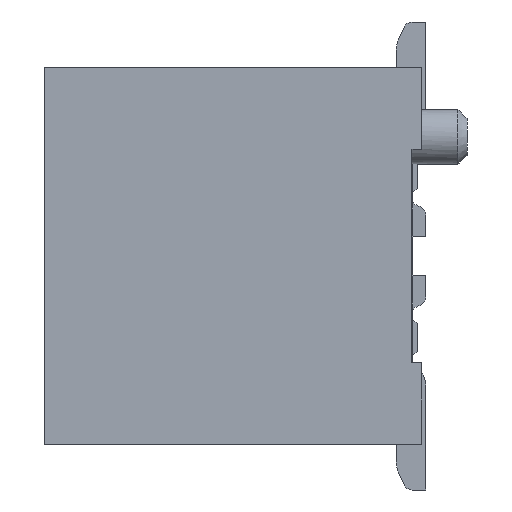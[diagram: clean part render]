
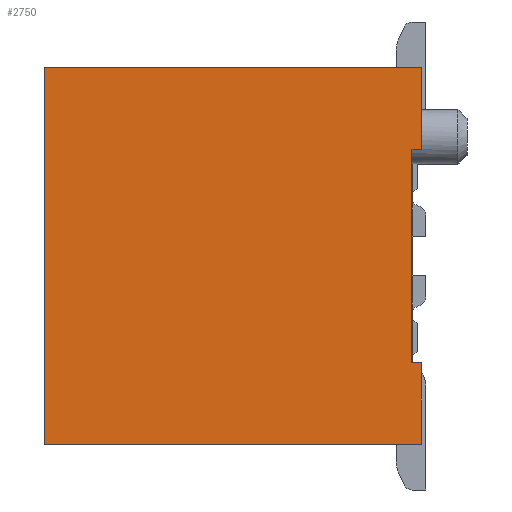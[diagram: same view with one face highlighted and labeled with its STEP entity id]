
A CAD part, left-side view. The second image highlights one B-rep face of the part: STEP entity #2750.
In plain terms, the highlighted planar face has unit normal (-1, 0, 0).
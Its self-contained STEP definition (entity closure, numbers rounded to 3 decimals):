
#277=CARTESIAN_POINT('',(0.,4.7,-4.1));
#278=VERTEX_POINT('',#277);
#285=CARTESIAN_POINT('',(0.,4.7,0.));
#286=VERTEX_POINT('',#285);
#287=CARTESIAN_POINT('',(0.,4.7,0.));
#288=DIRECTION('',(0.,0.,-1.));
#289=VECTOR('',#288,4.1);
#290=LINE('',#287,#289);
#291=EDGE_CURVE('',#286,#278,#290,.T.);
#2688=CARTESIAN_POINT('',(0.,0.6,-4.1));
#2689=DIRECTION('',(0.,0.,1.));
#2690=DIRECTION('',(-1.,0.,0.));
#2691=AXIS2_PLACEMENT_3D('',#2688,#2690,#2689);
#2692=PLANE('',#2691);
#2693=CARTESIAN_POINT('',(0.,0.7,-0.885));
#2694=VERTEX_POINT('',#2693);
#2695=CARTESIAN_POINT('',(0.,0.6,-0.885));
#2696=VERTEX_POINT('',#2695);
#2697=CARTESIAN_POINT('',(0.,0.7,-0.885));
#2698=DIRECTION('',(0.,-1.,0.));
#2699=VECTOR('',#2698,0.1);
#2700=LINE('',#2697,#2699);
#2701=EDGE_CURVE('',#2694,#2696,#2700,.T.);
#2702=ORIENTED_EDGE('',*,*,#2701,.T.);
#2703=CARTESIAN_POINT('',(0.,0.6,0.));
#2704=VERTEX_POINT('',#2703);
#2705=CARTESIAN_POINT('',(0.,0.6,-0.885));
#2706=DIRECTION('',(0.,0.,1.));
#2707=VECTOR('',#2706,0.885);
#2708=LINE('',#2705,#2707);
#2709=EDGE_CURVE('',#2696,#2704,#2708,.T.);
#2710=ORIENTED_EDGE('',*,*,#2709,.T.);
#2711=CARTESIAN_POINT('',(0.,0.6,0.));
#2712=DIRECTION('',(0.,1.,0.));
#2713=VECTOR('',#2712,4.1);
#2714=LINE('',#2711,#2713);
#2715=EDGE_CURVE('',#2704,#286,#2714,.T.);
#2716=ORIENTED_EDGE('',*,*,#2715,.T.);
#2717=ORIENTED_EDGE('',*,*,#291,.T.);
#2718=CARTESIAN_POINT('',(0.,0.6,-4.1));
#2719=VERTEX_POINT('',#2718);
#2720=CARTESIAN_POINT('',(0.,0.6,-4.1));
#2721=DIRECTION('',(0.,1.,0.));
#2722=VECTOR('',#2721,4.1);
#2723=LINE('',#2720,#2722);
#2724=EDGE_CURVE('',#2719,#278,#2723,.T.);
#2725=ORIENTED_EDGE('',*,*,#2724,.F.);
#2726=CARTESIAN_POINT('',(0.,0.6,-3.215));
#2727=VERTEX_POINT('',#2726);
#2728=CARTESIAN_POINT('',(0.,0.6,-3.215));
#2729=DIRECTION('',(0.,0.,-1.));
#2730=VECTOR('',#2729,0.885);
#2731=LINE('',#2728,#2730);
#2732=EDGE_CURVE('',#2727,#2719,#2731,.T.);
#2733=ORIENTED_EDGE('',*,*,#2732,.F.);
#2734=CARTESIAN_POINT('',(0.,0.7,-3.215));
#2735=VERTEX_POINT('',#2734);
#2736=CARTESIAN_POINT('',(0.,0.7,-3.215));
#2737=DIRECTION('',(0.,-1.,0.));
#2738=VECTOR('',#2737,0.1);
#2739=LINE('',#2736,#2738);
#2740=EDGE_CURVE('',#2735,#2727,#2739,.T.);
#2741=ORIENTED_EDGE('',*,*,#2740,.F.);
#2742=CARTESIAN_POINT('',(0.,0.7,-3.215));
#2743=DIRECTION('',(0.,0.,1.));
#2744=VECTOR('',#2743,2.33);
#2745=LINE('',#2742,#2744);
#2746=EDGE_CURVE('',#2735,#2694,#2745,.T.);
#2747=ORIENTED_EDGE('',*,*,#2746,.T.);
#2748=EDGE_LOOP('',(#2702,#2710,#2716,#2717,#2725,#2733,#2741,#2747));
#2749=FACE_OUTER_BOUND('',#2748,.T.);
#2750=ADVANCED_FACE('',(#2749),#2692,.T.);
